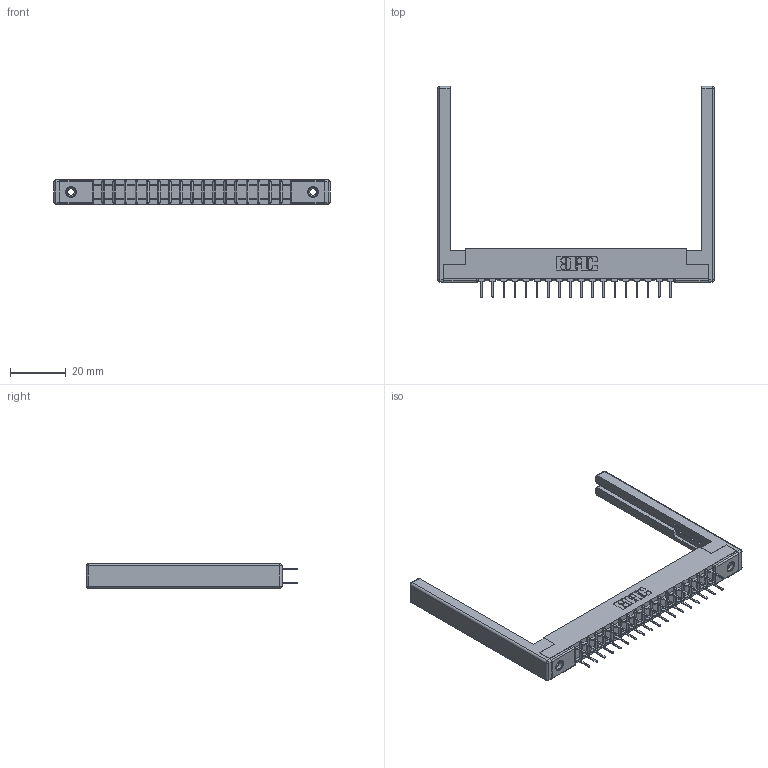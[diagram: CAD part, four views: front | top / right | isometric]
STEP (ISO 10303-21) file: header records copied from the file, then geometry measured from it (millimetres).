
FILE_DESCRIPTION (( 'STEP AP203' ), '1' );
FILE_NAME ('357-036-524-268.STEP', '2019-09-18T03:15:57', ( '' ), ( '' ), 'SwSTEP 2.0', 'SolidWorks 2016', '' );
FILE_SCHEMA (( 'CONFIG_CONTROL_DESIGN' ));
Length unit declared in the file: inch
Products named in the file (5): 307-290-001_524; 307-220-068; 307 Part_.156 Dia Mounting Holes; 357-036-524-268; 345-250-001_345-250-001-102
Assembly tree (41 placements, depth 2):
  357-036-524-268
    307 Part_.156 Dia Mounting Holes
    307-290-001_524  x36
    307-220-068  x2
    345-250-001_345-250-001-102  x2
Bounding box: 98.76 x 75.39 x 8.71 mm (x, y, z)
Volume: 11009.9 mm3; surface area: 15163.5 mm2
Topology: 41 solids, 41 shells, 1947 faces, 5393 edges, 3474 vertices
Faces by surface type: plane 1274, cylinder 611, sphere 46, cone 12, torus 4
Entity records: 21693 total; most frequent: CARTESIAN_POINT 3531, ORIENTED_EDGE 3488, DIRECTION 3484, EDGE_CURVE 1744, VECTOR 1326, LINE 1326, VERTEX_POINT 1126, AXIS2_PLACEMENT_3D 1079
